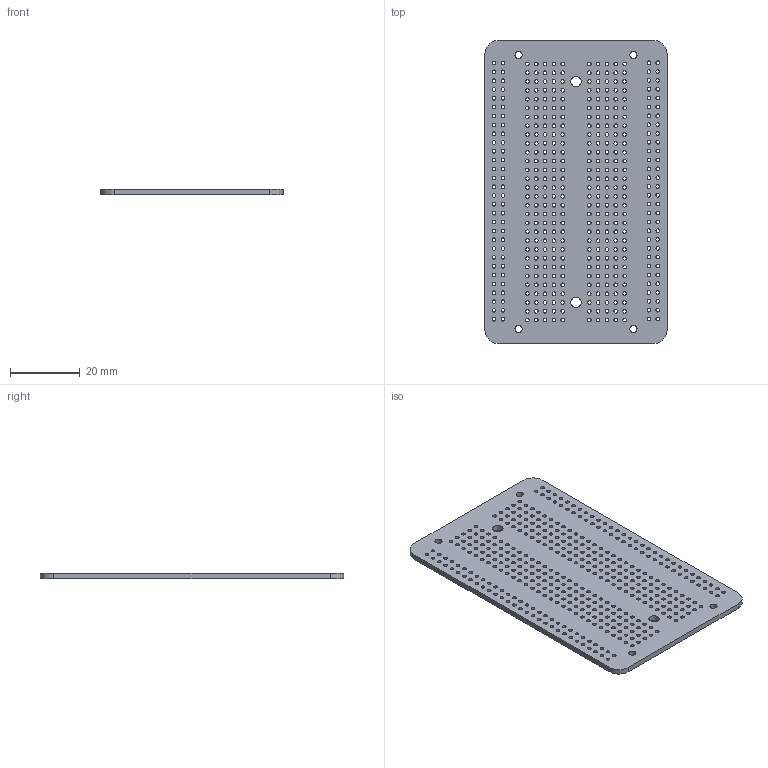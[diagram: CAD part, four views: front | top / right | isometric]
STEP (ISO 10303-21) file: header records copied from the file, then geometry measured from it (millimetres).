
FILE_DESCRIPTION(('KiCad electronic assembly'),'2;1');
FILE_NAME('breadbord small_v3.step','2022-05-16T11:06:28',('An Author'), ('A Company'),'Open CASCADE STEP processor 6.9', 'KiCad to STEP converter','Unknown');
FILE_SCHEMA(('AUTOMOTIVE_DESIGN { 1 0 10303 214 1 1 1 1 }'));
Length unit declared in the file: millimetre
Products named in the file (2): Open CASCADE STEP translator 6.9 1; COMPOUND
Assembly tree (1 placements, depth 2):
  Open CASCADE STEP translator 6.9 1
    COMPOUND
Bounding box: 52.32 x 87.12 x 1.6 mm (x, y, z)
Volume: 6657.6 mm3; surface area: 11027.7 mm2
Topology: 1 solids, 1 shells, 436 faces, 1302 edges, 868 vertices
Faces by surface type: cylinder 430, plane 6
Full cylindrical faces by diameter (mm): 1.041 x420, 2.05 x4, 3 x2
Entity records: 33883 total; most frequent: DIRECTION 5642, CARTESIAN_POINT 5212, ORIENTED_EDGE 2604, PCURVE 2604, DEFINITIONAL_REPRESENTATION 2604, LINE 2186, VECTOR 2186, CIRCLE 1720
